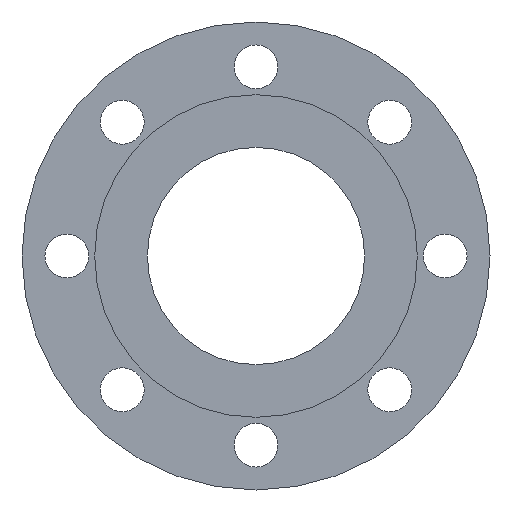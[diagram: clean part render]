
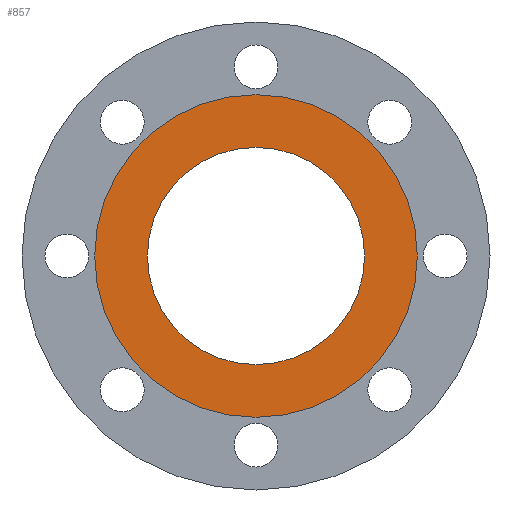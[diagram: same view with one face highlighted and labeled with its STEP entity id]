
A CAD part, front view. The second image highlights one B-rep face of the part: STEP entity #857.
In plain terms, the highlighted planar face has unit normal (0, -1, 0).
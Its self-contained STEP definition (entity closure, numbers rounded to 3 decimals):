
#15 = CARTESIAN_POINT ( 'NONE',  ( 0., 0., -54.55 ) ) ;
#35 = CARTESIAN_POINT ( 'NONE',  ( 0., 0., 81. ) ) ;
#65 = VERTEX_POINT ( 'NONE', #511 ) ;
#70 = VERTEX_POINT ( 'NONE', #164 ) ;
#78 = AXIS2_PLACEMENT_3D ( 'NONE', #895, #1083, #622 ) ;
#86 = CARTESIAN_POINT ( 'NONE',  ( 0., 0., 0. ) ) ;
#160 = AXIS2_PLACEMENT_3D ( 'NONE', #86, #1058, #177 ) ;
#164 = CARTESIAN_POINT ( 'NONE',  ( 0., 0., -81. ) ) ;
#174 = DIRECTION ( 'NONE',  ( 0., 1., 0. ) ) ;
#177 = DIRECTION ( 'NONE',  ( 0., 0., 1. ) ) ;
#227 = ORIENTED_EDGE ( 'NONE', *, *, #853, .F. ) ;
#239 = CARTESIAN_POINT ( 'NONE',  ( 0., 0., 54.55 ) ) ;
#258 = CIRCLE ( 'NONE', #811, 54.55 ) ;
#263 = AXIS2_PLACEMENT_3D ( 'NONE', #239, #438, #349 ) ;
#266 = FACE_BOUND ( 'NONE', #450, .T. ) ;
#349 = DIRECTION ( 'NONE',  ( 0., 0., -1. ) ) ;
#351 = DIRECTION ( 'NONE',  ( 0., 1., 0. ) ) ;
#409 = EDGE_CURVE ( 'NONE', #65, #1089, #258, .T. ) ;
#432 = EDGE_CURVE ( 'NONE', #1089, #65, #1148, .T. ) ;
#438 = DIRECTION ( 'NONE',  ( 0., -1., 0. ) ) ;
#442 = CARTESIAN_POINT ( 'NONE',  ( 0., 0., 0. ) ) ;
#450 = EDGE_LOOP ( 'NONE', ( #466, #490 ) ) ;
#466 = ORIENTED_EDGE ( 'NONE', *, *, #409, .T. ) ;
#467 = CIRCLE ( 'NONE', #78, 81. ) ;
#490 = ORIENTED_EDGE ( 'NONE', *, *, #432, .T. ) ;
#511 = CARTESIAN_POINT ( 'NONE',  ( 0., 0., 54.55 ) ) ;
#525 = DIRECTION ( 'NONE',  ( 0., 0., 1. ) ) ;
#529 = FACE_OUTER_BOUND ( 'NONE', #1135, .T. ) ;
#614 = CARTESIAN_POINT ( 'NONE',  ( 0., 0., 0. ) ) ;
#622 = DIRECTION ( 'NONE',  ( 0., 0., 1. ) ) ;
#699 = VERTEX_POINT ( 'NONE', #35 ) ;
#744 = CIRCLE ( 'NONE', #796, 81. ) ;
#796 = AXIS2_PLACEMENT_3D ( 'NONE', #442, #174, #874 ) ;
#810 = ORIENTED_EDGE ( 'NONE', *, *, #1036, .F. ) ;
#811 = AXIS2_PLACEMENT_3D ( 'NONE', #614, #351, #525 ) ;
#853 = EDGE_CURVE ( 'NONE', #699, #70, #744, .T. ) ;
#857 = ADVANCED_FACE ( 'NONE', ( #266, #529 ), #1043, .T. ) ;
#874 = DIRECTION ( 'NONE',  ( 0., 0., 1. ) ) ;
#895 = CARTESIAN_POINT ( 'NONE',  ( 0., 0., 0. ) ) ;
#1036 = EDGE_CURVE ( 'NONE', #70, #699, #467, .T. ) ;
#1043 = PLANE ( 'NONE',  #263 ) ;
#1058 = DIRECTION ( 'NONE',  ( 0., 1., 0. ) ) ;
#1083 = DIRECTION ( 'NONE',  ( 0., 1., 0. ) ) ;
#1089 = VERTEX_POINT ( 'NONE', #15 ) ;
#1135 = EDGE_LOOP ( 'NONE', ( #227, #810 ) ) ;
#1148 = CIRCLE ( 'NONE', #160, 54.55 ) ;
